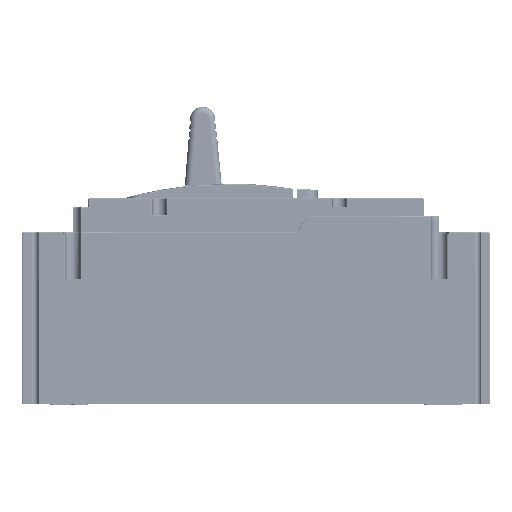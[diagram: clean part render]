
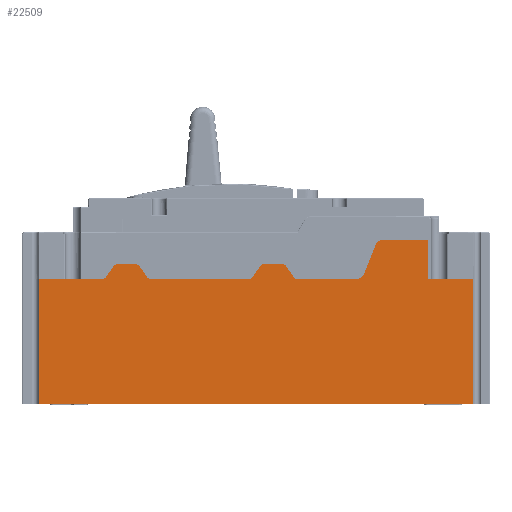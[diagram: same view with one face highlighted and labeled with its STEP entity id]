
A CAD part, left-side view. The second image highlights one B-rep face of the part: STEP entity #22509.
In plain terms, the highlighted planar face has unit normal (-1, 0, 0).
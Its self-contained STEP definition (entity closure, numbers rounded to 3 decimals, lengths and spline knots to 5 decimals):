
#5116=DIRECTION('',(0.,-1.,0.));
#5117=VECTOR('',#5116,0.27808);
#5118=CARTESIAN_POINT('',(-0.0975,0.14904,0.));
#5119=LINE('',#5118,#5117);
#5120=DIRECTION('',(0.,1.,0.));
#5121=VECTOR('',#5120,0.04101);
#5122=CARTESIAN_POINT('',(-0.0975,0.10804,0.08));
#5123=LINE('',#5122,#5121);
#5124=CARTESIAN_POINT('',(-0.0975,0.10804,0.082));
#5125=DIRECTION('',(1.,0.,0.));
#5126=DIRECTION('',(0.,-0.817,-0.577));
#5127=AXIS2_PLACEMENT_3D('',#5124,#5125,#5126);
#5129=DIRECTION('',(0.,0.577,-0.817));
#5130=VECTOR('',#5129,0.00919);
#5131=CARTESIAN_POINT('',(-0.0975,0.1011,0.08835));
#5132=LINE('',#5131,#5130);
#5133=CARTESIAN_POINT('',(-0.0975,0.09946,0.0872));
#5134=DIRECTION('',(-1.,0.,0.));
#5135=DIRECTION('',(0.,0.,1.));
#5136=AXIS2_PLACEMENT_3D('',#5133,#5134,#5135);
#5138=CARTESIAN_POINT('',(-0.0975,0.08654,0.0872));
#5139=DIRECTION('',(-1.,0.,0.));
#5140=DIRECTION('',(0.,-0.817,0.577));
#5141=AXIS2_PLACEMENT_3D('',#5138,#5139,#5140);
#5143=DIRECTION('',(0.,0.577,0.817));
#5144=VECTOR('',#5143,0.00919);
#5145=CARTESIAN_POINT('',(-0.0975,0.0796,0.08085));
#5146=LINE('',#5145,#5144);
#5147=CARTESIAN_POINT('',(-0.0975,0.07796,0.082));
#5148=DIRECTION('',(1.,0.,0.));
#5149=DIRECTION('',(0.,0.,-1.));
#5150=AXIS2_PLACEMENT_3D('',#5147,#5148,#5149);
#5152=CARTESIAN_POINT('',(-0.0975,0.01404,0.082));
#5153=DIRECTION('',(1.,0.,0.));
#5154=DIRECTION('',(0.,-0.817,-0.577));
#5155=AXIS2_PLACEMENT_3D('',#5152,#5153,#5154);
#5157=DIRECTION('',(0.,0.577,-0.817));
#5158=VECTOR('',#5157,0.00919);
#5159=CARTESIAN_POINT('',(-0.0975,0.0071,0.08835));
#5160=LINE('',#5159,#5158);
#5161=CARTESIAN_POINT('',(-0.0975,0.00546,0.0872));
#5162=DIRECTION('',(-1.,0.,0.));
#5163=DIRECTION('',(0.,0.,1.));
#5164=AXIS2_PLACEMENT_3D('',#5161,#5162,#5163);
#5166=CARTESIAN_POINT('',(-0.0975,-0.00746,0.0872));
#5167=DIRECTION('',(-1.,0.,0.));
#5168=DIRECTION('',(0.,-0.817,0.577));
#5169=AXIS2_PLACEMENT_3D('',#5166,#5167,#5168);
#5171=DIRECTION('',(0.,0.577,0.817));
#5172=VECTOR('',#5171,0.00919);
#5173=CARTESIAN_POINT('',(-0.0975,-0.0144,0.08085));
#5174=LINE('',#5173,#5172);
#5175=CARTESIAN_POINT('',(-0.0975,-0.01604,0.082));
#5176=DIRECTION('',(1.,0.,0.));
#5177=DIRECTION('',(0.,0.,-1.));
#5178=AXIS2_PLACEMENT_3D('',#5175,#5176,#5177);
#5180=CARTESIAN_POINT('',(-0.0975,-0.05461,0.085));
#5181=DIRECTION('',(1.,0.,0.));
#5182=DIRECTION('',(0.,-0.928,-0.371));
#5183=AXIS2_PLACEMENT_3D('',#5180,#5181,#5182);
#5185=DIRECTION('',(0.,0.371,-0.928));
#5186=VECTOR('',#5185,0.02016);
#5187=CARTESIAN_POINT('',(-0.0975,-0.06674,0.10186));
#5188=LINE('',#5187,#5186);
#5189=CARTESIAN_POINT('',(-0.0975,-0.07139,0.1));
#5190=DIRECTION('',(-1.,0.,0.));
#5191=DIRECTION('',(0.,0.,1.));
#5192=AXIS2_PLACEMENT_3D('',#5189,#5190,#5191);
#5194=DIRECTION('',(0.,1.,0.));
#5195=VECTOR('',#5194,0.02904);
#5196=CARTESIAN_POINT('',(-0.0975,-0.12904,0.08));
#5197=LINE('',#5196,#5195);
#5198=DIRECTION('',(0.,0.,1.));
#5199=VECTOR('',#5198,0.08);
#5200=CARTESIAN_POINT('',(-0.0975,0.14904,0.));
#5201=LINE('',#5200,#5199);
#5344=DIRECTION('',(0.,-1.,0.));
#5345=VECTOR('',#5344,0.01293);
#5346=CARTESIAN_POINT('',(-0.0975,0.09946,0.0892));
#5347=LINE('',#5346,#5345);
#5364=DIRECTION('',(0.,-1.,0.));
#5365=VECTOR('',#5364,0.06393);
#5366=CARTESIAN_POINT('',(-0.0975,0.07796,0.08));
#5367=LINE('',#5366,#5365);
#5388=DIRECTION('',(0.,-1.,0.));
#5389=VECTOR('',#5388,0.01293);
#5390=CARTESIAN_POINT('',(-0.0975,0.00546,0.0892));
#5391=LINE('',#5390,#5389);
#5412=DIRECTION('',(0.,-1.,0.));
#5413=VECTOR('',#5412,0.03858);
#5414=CARTESIAN_POINT('',(-0.0975,-0.01604,0.08));
#5415=LINE('',#5414,#5413);
#5436=DIRECTION('',(0.,-1.,0.));
#5437=VECTOR('',#5436,0.02861);
#5438=CARTESIAN_POINT('',(-0.0975,-0.07139,0.105));
#5439=LINE('',#5438,#5437);
#5456=DIRECTION('',(0.,0.,-1.));
#5457=VECTOR('',#5456,0.025);
#5458=CARTESIAN_POINT('',(-0.0975,-0.1,0.105));
#5459=LINE('',#5458,#5457);
#8949=DIRECTION('',(0.,0.,-1.));
#8950=VECTOR('',#8949,0.08);
#8951=CARTESIAN_POINT('',(-0.0975,-0.12904,0.08));
#8952=LINE('',#8951,#8950);
#10312=CARTESIAN_POINT('',(-0.0975,0.14904,0.));
#10314=VERTEX_POINT('',#10312);
#10316=CARTESIAN_POINT('',(-0.0975,-0.12904,0.));
#10317=VERTEX_POINT('',#10316);
#10682=CARTESIAN_POINT('',(-0.0975,0.14904,0.08));
#10683=VERTEX_POINT('',#10682);
#10714=CARTESIAN_POINT('',(-0.0975,0.10804,0.08));
#10715=VERTEX_POINT('',#10714);
#11000=CARTESIAN_POINT('',(-0.0975,-0.12904,0.08));
#11001=VERTEX_POINT('',#11000);
#11002=CARTESIAN_POINT('',(-0.0975,-0.1,0.08));
#11003=VERTEX_POINT('',#11002);
#11012=CARTESIAN_POINT('',(-0.0975,0.1064,0.08085));
#11013=VERTEX_POINT('',#11012);
#11014=CARTESIAN_POINT('',(-0.0975,0.1011,0.08835));
#11015=VERTEX_POINT('',#11014);
#11016=CARTESIAN_POINT('',(-0.0975,0.09946,0.0892));
#11017=VERTEX_POINT('',#11016);
#11018=CARTESIAN_POINT('',(-0.0975,0.08654,0.0892));
#11019=VERTEX_POINT('',#11018);
#11020=CARTESIAN_POINT('',(-0.0975,0.0849,0.08835));
#11021=VERTEX_POINT('',#11020);
#11022=CARTESIAN_POINT('',(-0.0975,0.0796,0.08085));
#11023=VERTEX_POINT('',#11022);
#11024=CARTESIAN_POINT('',(-0.0975,0.07796,0.08));
#11025=VERTEX_POINT('',#11024);
#11026=CARTESIAN_POINT('',(-0.0975,0.01404,0.08));
#11027=VERTEX_POINT('',#11026);
#11028=CARTESIAN_POINT('',(-0.0975,0.0124,0.08085));
#11029=VERTEX_POINT('',#11028);
#11030=CARTESIAN_POINT('',(-0.0975,0.0071,0.08835));
#11031=VERTEX_POINT('',#11030);
#11032=CARTESIAN_POINT('',(-0.0975,0.00546,0.0892));
#11033=VERTEX_POINT('',#11032);
#11034=CARTESIAN_POINT('',(-0.0975,-0.00746,0.0892));
#11035=VERTEX_POINT('',#11034);
#11036=CARTESIAN_POINT('',(-0.0975,-0.0091,0.08835));
#11037=VERTEX_POINT('',#11036);
#11038=CARTESIAN_POINT('',(-0.0975,-0.0144,0.08085));
#11039=VERTEX_POINT('',#11038);
#11040=CARTESIAN_POINT('',(-0.0975,-0.01604,0.08));
#11041=VERTEX_POINT('',#11040);
#11042=CARTESIAN_POINT('',(-0.0975,-0.05461,0.08));
#11043=VERTEX_POINT('',#11042);
#11044=CARTESIAN_POINT('',(-0.0975,-0.05926,0.08314));
#11045=VERTEX_POINT('',#11044);
#11046=CARTESIAN_POINT('',(-0.0975,-0.06674,0.10186));
#11047=VERTEX_POINT('',#11046);
#11048=CARTESIAN_POINT('',(-0.0975,-0.07139,0.105));
#11049=VERTEX_POINT('',#11048);
#11050=CARTESIAN_POINT('',(-0.0975,-0.1,0.105));
#11051=VERTEX_POINT('',#11050);
#22452=CARTESIAN_POINT('',(-0.0975,0.16,0.));
#22453=DIRECTION('',(-1.,0.,0.));
#22454=DIRECTION('',(0.,-1.,0.));
#22455=AXIS2_PLACEMENT_3D('',#22452,#22453,#22454);
#22456=PLANE('',#22455);
#22457=ORIENTED_EDGE('',*,*,#13592,.F.);
#22459=ORIENTED_EDGE('',*,*,#22458,.T.);
#22460=ORIENTED_EDGE('',*,*,#22409,.F.);
#22462=ORIENTED_EDGE('',*,*,#22461,.F.);
#22464=ORIENTED_EDGE('',*,*,#22463,.F.);
#22466=ORIENTED_EDGE('',*,*,#22465,.F.);
#22468=ORIENTED_EDGE('',*,*,#22467,.T.);
#22470=ORIENTED_EDGE('',*,*,#22469,.F.);
#22472=ORIENTED_EDGE('',*,*,#22471,.F.);
#22474=ORIENTED_EDGE('',*,*,#22473,.F.);
#22476=ORIENTED_EDGE('',*,*,#22475,.T.);
#22478=ORIENTED_EDGE('',*,*,#22477,.F.);
#22480=ORIENTED_EDGE('',*,*,#22479,.F.);
#22482=ORIENTED_EDGE('',*,*,#22481,.F.);
#22484=ORIENTED_EDGE('',*,*,#22483,.T.);
#22486=ORIENTED_EDGE('',*,*,#22485,.F.);
#22488=ORIENTED_EDGE('',*,*,#22487,.F.);
#22490=ORIENTED_EDGE('',*,*,#22489,.F.);
#22492=ORIENTED_EDGE('',*,*,#22491,.T.);
#22494=ORIENTED_EDGE('',*,*,#22493,.F.);
#22496=ORIENTED_EDGE('',*,*,#22495,.F.);
#22498=ORIENTED_EDGE('',*,*,#22497,.F.);
#22500=ORIENTED_EDGE('',*,*,#22499,.T.);
#22502=ORIENTED_EDGE('',*,*,#22501,.T.);
#22504=ORIENTED_EDGE('',*,*,#22503,.F.);
#22506=ORIENTED_EDGE('',*,*,#22505,.T.);
#22507=EDGE_LOOP('',(#22457,#22459,#22460,#22462,#22464,#22466,#22468,#22470,
#22472,#22474,#22476,#22478,#22480,#22482,#22484,#22486,#22488,#22490,#22492,
#22494,#22496,#22498,#22500,#22502,#22504,#22506));
#22508=FACE_OUTER_BOUND('',#22507,.F.);
#22509=ADVANCED_FACE('',(#22508),#22456,.T.);
#5128=CIRCLE('',#5127,0.002);
#5137=CIRCLE('',#5136,0.002);
#5142=CIRCLE('',#5141,0.002);
#5151=CIRCLE('',#5150,0.002);
#5156=CIRCLE('',#5155,0.002);
#5165=CIRCLE('',#5164,0.002);
#5170=CIRCLE('',#5169,0.002);
#5179=CIRCLE('',#5178,0.002);
#5184=CIRCLE('',#5183,0.005);
#5193=CIRCLE('',#5192,0.005);
#13592=EDGE_CURVE('',#10314,#10317,#5119,.T.);
#22409=EDGE_CURVE('',#10715,#10683,#5123,.T.);
#22458=EDGE_CURVE('',#10314,#10683,#5201,.T.);
#22461=EDGE_CURVE('',#11013,#10715,#5128,.T.);
#22463=EDGE_CURVE('',#11015,#11013,#5132,.T.);
#22465=EDGE_CURVE('',#11017,#11015,#5137,.T.);
#22467=EDGE_CURVE('',#11017,#11019,#5347,.T.);
#22469=EDGE_CURVE('',#11021,#11019,#5142,.T.);
#22471=EDGE_CURVE('',#11023,#11021,#5146,.T.);
#22473=EDGE_CURVE('',#11025,#11023,#5151,.T.);
#22475=EDGE_CURVE('',#11025,#11027,#5367,.T.);
#22477=EDGE_CURVE('',#11029,#11027,#5156,.T.);
#22479=EDGE_CURVE('',#11031,#11029,#5160,.T.);
#22481=EDGE_CURVE('',#11033,#11031,#5165,.T.);
#22483=EDGE_CURVE('',#11033,#11035,#5391,.T.);
#22485=EDGE_CURVE('',#11037,#11035,#5170,.T.);
#22487=EDGE_CURVE('',#11039,#11037,#5174,.T.);
#22489=EDGE_CURVE('',#11041,#11039,#5179,.T.);
#22491=EDGE_CURVE('',#11041,#11043,#5415,.T.);
#22493=EDGE_CURVE('',#11045,#11043,#5184,.T.);
#22495=EDGE_CURVE('',#11047,#11045,#5188,.T.);
#22497=EDGE_CURVE('',#11049,#11047,#5193,.T.);
#22499=EDGE_CURVE('',#11049,#11051,#5439,.T.);
#22501=EDGE_CURVE('',#11051,#11003,#5459,.T.);
#22503=EDGE_CURVE('',#11001,#11003,#5197,.T.);
#22505=EDGE_CURVE('',#11001,#10317,#8952,.T.);
